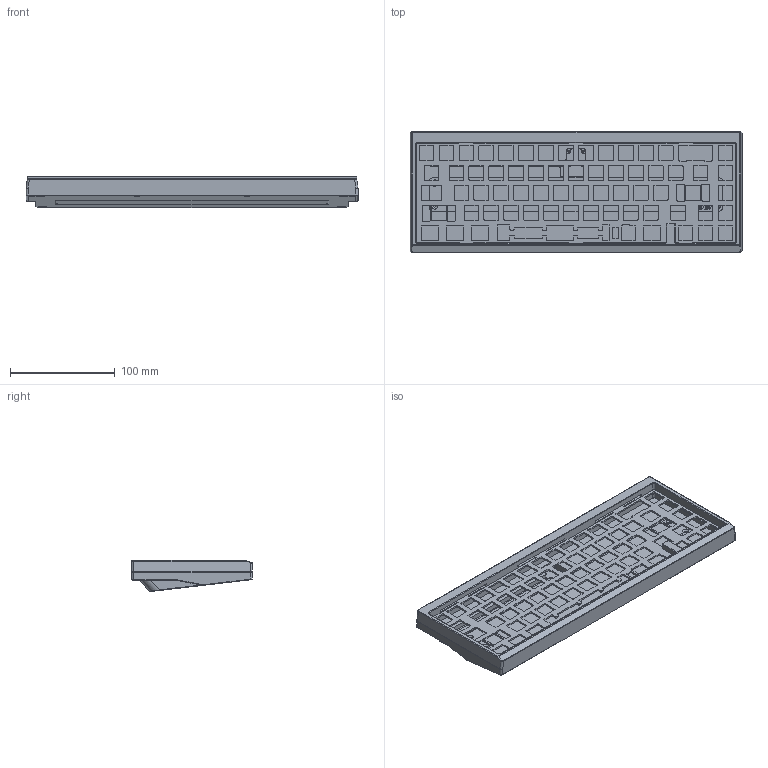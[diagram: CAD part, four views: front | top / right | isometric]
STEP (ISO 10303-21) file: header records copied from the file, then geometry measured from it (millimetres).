
FILE_DESCRIPTION(/* description */ (''),/* implementation_level */ '2;1');
FILE_NAME(/* name */ 'RoySauce 65 WK.step',/* time_stamp */ '2022-10-05T19:27:01-07:00',/* author */ (''),/* organization */ (''),/* preprocessor_version */ 'ST-DEVELOPER v19',/* originating_system */ 'Autodesk Translation Framework v11.7.0.108',/* authorisation */ '');
FILE_SCHEMA (('AUTOMOTIVE_DESIGN { 1 0 10303 214 3 1 1 }'));
Length unit declared in the file: millimetre
Products named in the file (1): Universal 65
Bounding box: 317.25 x 115.4 x 29.68 mm (x, y, z)
Volume: 329809.8 mm3; surface area: 179590.3 mm2
Topology: 4 solids, 4 shells, 1271 faces, 3608 edges, 2381 vertices
Faces by surface type: plane 617, cylinder 555, bspline 81, cone 18
Full cylindrical faces by diameter (mm): 1.623 x4, 2.075 x8, 2.529 x4, 2.7 x8, 3.2 x4, 4.7 x8, 8.1 x4
Entity records: 43228 total; most frequent: CARTESIAN_POINT 9292, ORIENTED_EDGE 7216, DIRECTION 6938, EDGE_CURVE 3608, VERTEX_POINT 2381, LINE 2320, VECTOR 2320, AXIS2_PLACEMENT_3D 2309
